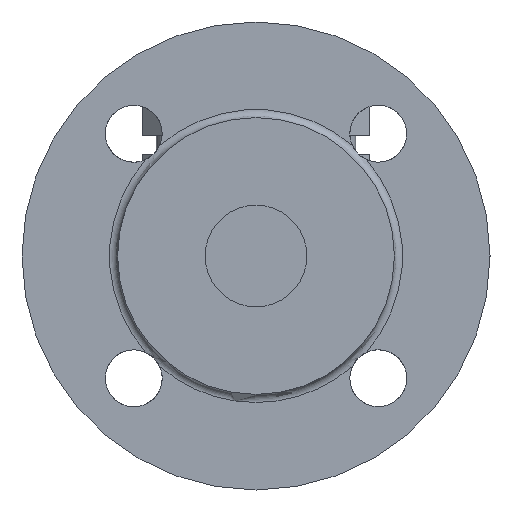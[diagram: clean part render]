
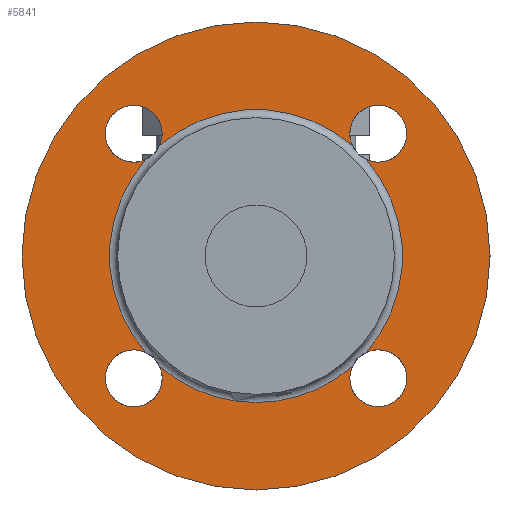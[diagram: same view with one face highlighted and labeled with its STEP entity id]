
A CAD part, left-side view. The second image highlights one B-rep face of the part: STEP entity #5841.
In plain terms, the highlighted planar face has unit normal (-1, 0, 0).
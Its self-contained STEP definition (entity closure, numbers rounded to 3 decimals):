
#299=FACE_BOUND('',#1897,.T.);
#375=PLANE('',#6287);
#1527=FACE_OUTER_BOUND('',#1896,.T.);
#1896=EDGE_LOOP('',(#4146));
#1897=EDGE_LOOP('',(#4147,#4148,#4149,#4150,#4151,#4152,#4153,#4154,#4155,
#4156,#4157,#4158,#4159));
#2279=CIRCLE('',#6223,57.5);
#2282=CIRCLE('',#6229,36.);
#2283=CIRCLE('',#6230,36.);
#2284=CIRCLE('',#6231,36.);
#2287=CIRCLE('',#6234,36.);
#2288=CIRCLE('',#6235,36.);
#2289=CIRCLE('',#6237,7.);
#2290=CIRCLE('',#6238,7.);
#2291=CIRCLE('',#6240,7.);
#2292=CIRCLE('',#6241,7.);
#2293=CIRCLE('',#6243,7.);
#2294=CIRCLE('',#6244,7.);
#2295=CIRCLE('',#6246,7.);
#2296=CIRCLE('',#6247,7.);
#2528=VERTEX_POINT('',#8602);
#2530=VERTEX_POINT('',#8612);
#2531=VERTEX_POINT('',#8613);
#2532=VERTEX_POINT('',#8626);
#2533=VERTEX_POINT('',#8628);
#2534=VERTEX_POINT('',#8641);
#2535=VERTEX_POINT('',#8643);
#2536=VERTEX_POINT('',#8656);
#2538=VERTEX_POINT('',#8661);
#2539=VERTEX_POINT('',#8663);
#2540=VERTEX_POINT('',#8678);
#2541=VERTEX_POINT('',#8683);
#2542=VERTEX_POINT('',#8688);
#2543=VERTEX_POINT('',#8693);
#3093=EDGE_CURVE('',#2528,#2528,#2279,.T.);
#3099=EDGE_CURVE('',#2530,#2532,#2282,.T.);
#3101=EDGE_CURVE('',#2533,#2534,#2283,.T.);
#3103=EDGE_CURVE('',#2535,#2536,#2284,.T.);
#3106=EDGE_CURVE('',#2536,#2538,#2287,.T.);
#3108=EDGE_CURVE('',#2539,#2531,#2288,.T.);
#3109=EDGE_CURVE('',#2539,#2540,#2289,.T.);
#3110=EDGE_CURVE('',#2540,#2538,#2290,.T.);
#3112=EDGE_CURVE('',#2535,#2541,#2291,.T.);
#3113=EDGE_CURVE('',#2541,#2534,#2292,.T.);
#3115=EDGE_CURVE('',#2533,#2542,#2293,.T.);
#3116=EDGE_CURVE('',#2542,#2532,#2294,.T.);
#3118=EDGE_CURVE('',#2530,#2543,#2295,.T.);
#3119=EDGE_CURVE('',#2543,#2531,#2296,.T.);
#4146=ORIENTED_EDGE('',*,*,#3093,.T.);
#4147=ORIENTED_EDGE('',*,*,#3108,.F.);
#4148=ORIENTED_EDGE('',*,*,#3109,.T.);
#4149=ORIENTED_EDGE('',*,*,#3110,.T.);
#4150=ORIENTED_EDGE('',*,*,#3106,.F.);
#4151=ORIENTED_EDGE('',*,*,#3103,.F.);
#4152=ORIENTED_EDGE('',*,*,#3112,.T.);
#4153=ORIENTED_EDGE('',*,*,#3113,.T.);
#4154=ORIENTED_EDGE('',*,*,#3101,.F.);
#4155=ORIENTED_EDGE('',*,*,#3115,.T.);
#4156=ORIENTED_EDGE('',*,*,#3116,.T.);
#4157=ORIENTED_EDGE('',*,*,#3099,.F.);
#4158=ORIENTED_EDGE('',*,*,#3118,.T.);
#4159=ORIENTED_EDGE('',*,*,#3119,.T.);
#5841=ADVANCED_FACE('',(#1527,#299),#375,.T.);
#6223=AXIS2_PLACEMENT_3D('',#8603,#6889,#6890);
#6229=AXIS2_PLACEMENT_3D('',#8627,#6903,#6904);
#6230=AXIS2_PLACEMENT_3D('',#8642,#6905,#6906);
#6231=AXIS2_PLACEMENT_3D('',#8657,#6907,#6908);
#6234=AXIS2_PLACEMENT_3D('',#8662,#6913,#6914);
#6235=AXIS2_PLACEMENT_3D('',#8676,#6915,#6916);
#6237=AXIS2_PLACEMENT_3D('',#8679,#6919,#6920);
#6238=AXIS2_PLACEMENT_3D('',#8680,#6921,#6922);
#6240=AXIS2_PLACEMENT_3D('',#8684,#6926,#6927);
#6241=AXIS2_PLACEMENT_3D('',#8685,#6928,#6929);
#6243=AXIS2_PLACEMENT_3D('',#8689,#6933,#6934);
#6244=AXIS2_PLACEMENT_3D('',#8690,#6935,#6936);
#6246=AXIS2_PLACEMENT_3D('',#8694,#6940,#6941);
#6247=AXIS2_PLACEMENT_3D('',#8695,#6942,#6943);
#6287=AXIS2_PLACEMENT_3D('',#8860,#7075,#7076);
#6889=DIRECTION('center_axis',(-1.,0.,0.));
#6890=DIRECTION('ref_axis',(0.,0.,1.));
#6903=DIRECTION('center_axis',(-1.,0.,0.));
#6904=DIRECTION('ref_axis',(0.,0.,-1.));
#6905=DIRECTION('center_axis',(-1.,0.,0.));
#6906=DIRECTION('ref_axis',(0.,0.,-1.));
#6907=DIRECTION('center_axis',(-1.,0.,0.));
#6908=DIRECTION('ref_axis',(0.,0.,-1.));
#6913=DIRECTION('center_axis',(-1.,0.,0.));
#6914=DIRECTION('ref_axis',(0.,0.,-1.));
#6915=DIRECTION('center_axis',(-1.,0.,0.));
#6916=DIRECTION('ref_axis',(0.,0.,-1.));
#6919=DIRECTION('center_axis',(1.,0.,0.));
#6920=DIRECTION('ref_axis',(0.,-1.,0.));
#6921=DIRECTION('center_axis',(1.,0.,0.));
#6922=DIRECTION('ref_axis',(0.,-1.,0.));
#6926=DIRECTION('center_axis',(1.,0.,0.));
#6927=DIRECTION('ref_axis',(0.,0.,-1.));
#6928=DIRECTION('center_axis',(1.,0.,0.));
#6929=DIRECTION('ref_axis',(0.,0.,-1.));
#6933=DIRECTION('center_axis',(1.,0.,0.));
#6934=DIRECTION('ref_axis',(0.,1.,0.));
#6935=DIRECTION('center_axis',(1.,0.,0.));
#6936=DIRECTION('ref_axis',(0.,1.,0.));
#6940=DIRECTION('center_axis',(1.,0.,0.));
#6941=DIRECTION('ref_axis',(0.,0.,1.));
#6942=DIRECTION('center_axis',(1.,0.,0.));
#6943=DIRECTION('ref_axis',(0.,0.,1.));
#7075=DIRECTION('center_axis',(-1.,0.,0.));
#7076=DIRECTION('ref_axis',(0.,0.,1.));
#8602=CARTESIAN_POINT('',(-78.,0.,-82.5));
#8603=CARTESIAN_POINT('Origin',(-78.,0.,-25.));
#8612=CARTESIAN_POINT('',(-78.,-23.71,2.09));
#8613=CARTESIAN_POINT('',(-78.,-27.09,-1.29));
#8626=CARTESIAN_POINT('',(-78.,23.71,2.09));
#8627=CARTESIAN_POINT('Origin',(-78.,0.,-25.));
#8628=CARTESIAN_POINT('',(-78.,27.09,-1.29));
#8641=CARTESIAN_POINT('',(-78.,27.09,-48.71));
#8642=CARTESIAN_POINT('Origin',(-78.,0.,-25.));
#8643=CARTESIAN_POINT('',(-78.,23.71,-52.09));
#8656=CARTESIAN_POINT('',(-78.,0.,-61.));
#8657=CARTESIAN_POINT('Origin',(-78.,0.,-25.));
#8661=CARTESIAN_POINT('',(-78.,-23.71,-52.09));
#8662=CARTESIAN_POINT('Origin',(-78.,0.,-25.));
#8663=CARTESIAN_POINT('',(-78.,-27.09,-48.71));
#8676=CARTESIAN_POINT('Origin',(-78.,0.,-25.));
#8678=CARTESIAN_POINT('',(-78.,-23.052,-55.052));
#8679=CARTESIAN_POINT('Origin',(-78.,-30.052,-55.052));
#8680=CARTESIAN_POINT('Origin',(-78.,-30.052,-55.052));
#8683=CARTESIAN_POINT('',(-78.,30.052,-48.052));
#8684=CARTESIAN_POINT('Origin',(-78.,30.052,-55.052));
#8685=CARTESIAN_POINT('Origin',(-78.,30.052,-55.052));
#8688=CARTESIAN_POINT('',(-78.,23.052,5.052));
#8689=CARTESIAN_POINT('Origin',(-78.,30.052,5.052));
#8690=CARTESIAN_POINT('Origin',(-78.,30.052,5.052));
#8693=CARTESIAN_POINT('',(-78.,-30.052,-1.948));
#8694=CARTESIAN_POINT('Origin',(-78.,-30.052,5.052));
#8695=CARTESIAN_POINT('Origin',(-78.,-30.052,5.052));
#8860=CARTESIAN_POINT('Origin',(-78.,0.,20.75));
